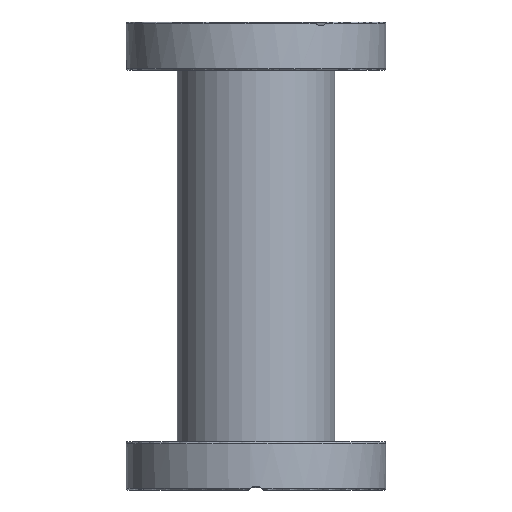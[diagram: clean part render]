
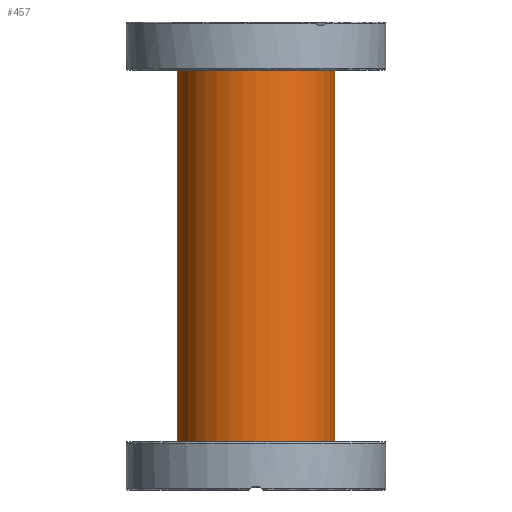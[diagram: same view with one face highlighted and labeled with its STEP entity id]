
A CAD part, left-side view. The second image highlights one B-rep face of the part: STEP entity #457.
In plain terms, the highlighted cylindrical face has radius 21.2 mm (diameter 42.4 mm), a full revolution.
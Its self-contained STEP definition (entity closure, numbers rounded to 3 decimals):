
#330=CARTESIAN_POINT('',(18.952,9.5,441.8));
#331=VERTEX_POINT('',#330);
#338=CARTESIAN_POINT('',(18.952,9.5,441.8));
#339=CARTESIAN_POINT('',(18.952,9.5,441.731));
#340=CARTESIAN_POINT('',(18.953,9.499,441.662));
#341=CARTESIAN_POINT('',(18.966,9.473,440.461));
#342=CARTESIAN_POINT('',(19.082,9.247,439.355));
#343=CARTESIAN_POINT('',(19.464,8.416,437.244));
#344=CARTESIAN_POINT('',(19.728,7.804,436.264));
#345=CARTESIAN_POINT('',(20.295,6.195,434.488));
#346=CARTESIAN_POINT('',(20.594,5.167,433.727));
#347=CARTESIAN_POINT('',(21.022,2.95,432.694));
#348=CARTESIAN_POINT('',(21.157,1.801,432.397));
#349=CARTESIAN_POINT('',(21.224,-0.525,432.246));
#350=CARTESIAN_POINT('',(21.163,-1.661,432.378));
#351=CARTESIAN_POINT('',(20.878,-3.841,433.036));
#352=CARTESIAN_POINT('',(20.657,-4.856,433.558));
#353=CARTESIAN_POINT('',(20.128,-6.735,434.987));
#354=CARTESIAN_POINT('',(19.816,-7.565,435.922));
#355=CARTESIAN_POINT('',(19.302,-8.791,438.01));
#356=CARTESIAN_POINT('',(19.101,-9.2,439.141));
#357=CARTESIAN_POINT('',(18.924,-9.559,441.438));
#358=CARTESIAN_POINT('',(18.936,-9.535,442.557));
#359=CARTESIAN_POINT('',(19.15,-9.099,444.753));
#360=CARTESIAN_POINT('',(19.347,-8.689,445.795));
#361=CARTESIAN_POINT('',(19.843,-7.493,447.763));
#362=CARTESIAN_POINT('',(20.145,-6.679,448.661));
#363=CARTESIAN_POINT('',(20.685,-4.753,450.114));
#364=CARTESIAN_POINT('',(20.918,-3.647,450.658));
#365=CARTESIAN_POINT('',(21.187,-1.346,451.274));
#366=CARTESIAN_POINT('',(21.23,-0.194,451.368));
#367=CARTESIAN_POINT('',(21.127,2.093,451.137));
#368=CARTESIAN_POINT('',(20.984,3.19,450.819));
#369=CARTESIAN_POINT('',(20.56,5.288,449.785));
#370=CARTESIAN_POINT('',(20.274,6.256,449.049));
#371=CARTESIAN_POINT('',(19.991,7.058,448.159));
#372=CARTESIAN_POINT('',(19.697,7.889,447.237));
#373=CARTESIAN_POINT('',(19.41,8.538,446.153));
#374=CARTESIAN_POINT('',(19.048,9.315,443.952));
#375=CARTESIAN_POINT('',(18.952,9.5,442.885));
#376=CARTESIAN_POINT('',(18.952,9.5,441.8));
#377=B_SPLINE_CURVE_WITH_KNOTS('',3,(#338,#339,#340,#341,#342,#343,#344,#345,#346,#347,#348,#349,#350,#351,#352,#353,#354,#355,#356,#357,#358,#359,#360,#361,#362,#363,#364,#365,#366,#367,#368,#369,#370,#371,#372,#373,#374,#375,#376),.UNSPECIFIED.,.T.,.U.,(4,2,2,2,2,2,2,2,2,2,2,2,2,2,2,2,3,2,4),(0.708,0.729,1.068,1.419,1.807,2.163,2.506,2.851,3.231,3.594,3.93,4.268,4.637,5.009,5.355,5.698,6.067,6.45,6.776),.UNSPECIFIED.);
#378=EDGE_CURVE('',#331,#331,#377,.T.);
#389=CARTESIAN_POINT('',(-21.2,0.,383.6));
#390=VERTEX_POINT('',#389);
#391=CARTESIAN_POINT('',(0.0,0.0,383.6));
#392=DIRECTION('',(0.0,0.0,1.0));
#393=DIRECTION('',(-1.0,0.0,0.0));
#394=AXIS2_PLACEMENT_3D('',#391,#392,#393);
#395=CIRCLE('',#394,21.2);
#396=EDGE_CURVE('',#390,#390,#395,.T.);
#435=CARTESIAN_POINT('',(0.0,0.0,0.0));
#436=DIRECTION('',(0.0,0.0,1.0));
#437=DIRECTION('',(-1.0,0.0,0.0));
#438=AXIS2_PLACEMENT_3D('',#435,#436,#437);
#439=CYLINDRICAL_SURFACE('',#438,21.2);
#440=ORIENTED_EDGE('',*,*,#396,.T.);
#441=EDGE_LOOP('',(#440));
#442=FACE_OUTER_BOUND('',#441,.T.);
#443=ORIENTED_EDGE('',*,*,#378,.T.);
#444=EDGE_LOOP('',(#443));
#445=FACE_BOUND('',#444,.T.);
#446=CARTESIAN_POINT('',(21.2,0.,500.0));
#447=VERTEX_POINT('',#446);
#448=CARTESIAN_POINT('',(0.0,0.0,500.0));
#449=DIRECTION('',(0.0,0.0,-1.0));
#450=DIRECTION('',(-1.0,0.0,0.0));
#451=AXIS2_PLACEMENT_3D('',#448,#449,#450);
#452=CIRCLE('',#451,21.2);
#453=EDGE_CURVE('',#447,#447,#452,.T.);
#454=ORIENTED_EDGE('',*,*,#453,.T.);
#455=EDGE_LOOP('',(#454));
#456=FACE_BOUND('',#455,.T.);
#457=ADVANCED_FACE('',(#442,#445,#456),#439,.T.);
